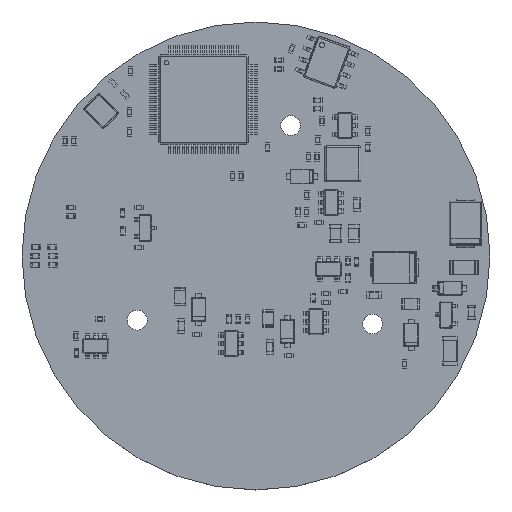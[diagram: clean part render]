
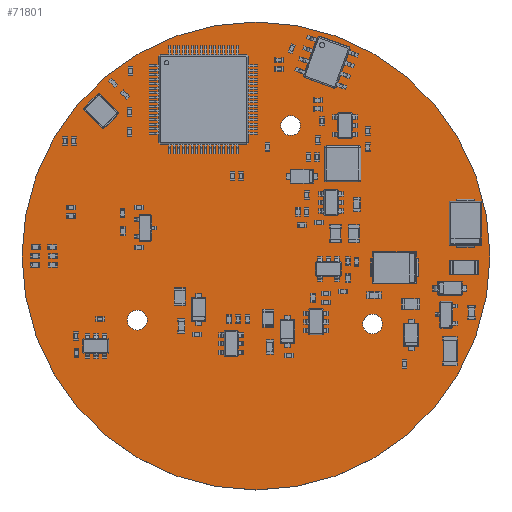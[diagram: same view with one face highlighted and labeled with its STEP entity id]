
A CAD part, top view. The second image highlights one B-rep face of the part: STEP entity #71801.
In plain terms, the highlighted planar face has unit normal (0, 0, 1).
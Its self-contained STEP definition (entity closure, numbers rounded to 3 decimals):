
#71733 = VERTEX_POINT('',#71734);
#71734 = CARTESIAN_POINT('',(26.,0.,1.51));
#71740 = EDGE_CURVE('',#71733,#71733,#71741,.T.);
#71741 = CIRCLE('',#71742,26.);
#71742 = AXIS2_PLACEMENT_3D('',#71743,#71744,#71745);
#71743 = CARTESIAN_POINT('',(0.,0.,1.51));
#71744 = DIRECTION('',(0.,0.,1.));
#71745 = DIRECTION('',(1.,0.,-0.));
#71801 = ADVANCED_FACE('',(#71802,#71805,#71816,#71827),#71838,.T.);
#71802 = FACE_BOUND('',#71803,.T.);
#71803 = EDGE_LOOP('',(#71804));
#71804 = ORIENTED_EDGE('',*,*,#71740,.T.);
#71805 = FACE_BOUND('',#71806,.T.);
#71806 = EDGE_LOOP('',(#71807));
#71807 = ORIENTED_EDGE('',*,*,#71808,.T.);
#71808 = EDGE_CURVE('',#71809,#71809,#71811,.T.);
#71809 = VERTEX_POINT('',#71810);
#71810 = CARTESIAN_POINT('',(-13.19,-8.24,1.51));
#71811 = CIRCLE('',#71812,1.1);
#71812 = AXIS2_PLACEMENT_3D('',#71813,#71814,#71815);
#71813 = CARTESIAN_POINT('',(-13.19,-7.14,1.51));
#71814 = DIRECTION('',(-0.,0.,-1.));
#71815 = DIRECTION('',(-0.,-1.,0.));
#71816 = FACE_BOUND('',#71817,.T.);
#71817 = EDGE_LOOP('',(#71818));
#71818 = ORIENTED_EDGE('',*,*,#71819,.T.);
#71819 = EDGE_CURVE('',#71820,#71820,#71822,.T.);
#71820 = VERTEX_POINT('',#71821);
#71821 = CARTESIAN_POINT('',(12.96,-8.65,1.51));
#71822 = CIRCLE('',#71823,1.1);
#71823 = AXIS2_PLACEMENT_3D('',#71824,#71825,#71826);
#71824 = CARTESIAN_POINT('',(12.96,-7.55,1.51));
#71825 = DIRECTION('',(-0.,0.,-1.));
#71826 = DIRECTION('',(-0.,-1.,0.));
#71827 = FACE_BOUND('',#71828,.T.);
#71828 = EDGE_LOOP('',(#71829));
#71829 = ORIENTED_EDGE('',*,*,#71830,.T.);
#71830 = EDGE_CURVE('',#71831,#71831,#71833,.T.);
#71831 = VERTEX_POINT('',#71832);
#71832 = CARTESIAN_POINT('',(3.85,13.39,1.51));
#71833 = CIRCLE('',#71834,1.1);
#71834 = AXIS2_PLACEMENT_3D('',#71835,#71836,#71837);
#71835 = CARTESIAN_POINT('',(3.85,14.49,1.51));
#71836 = DIRECTION('',(-0.,0.,-1.));
#71837 = DIRECTION('',(-0.,-1.,0.));
#71838 = PLANE('',#71839);
#71839 = AXIS2_PLACEMENT_3D('',#71840,#71841,#71842);
#71840 = CARTESIAN_POINT('',(0.,0.,1.51));
#71841 = DIRECTION('',(0.,0.,1.));
#71842 = DIRECTION('',(1.,0.,-0.));
